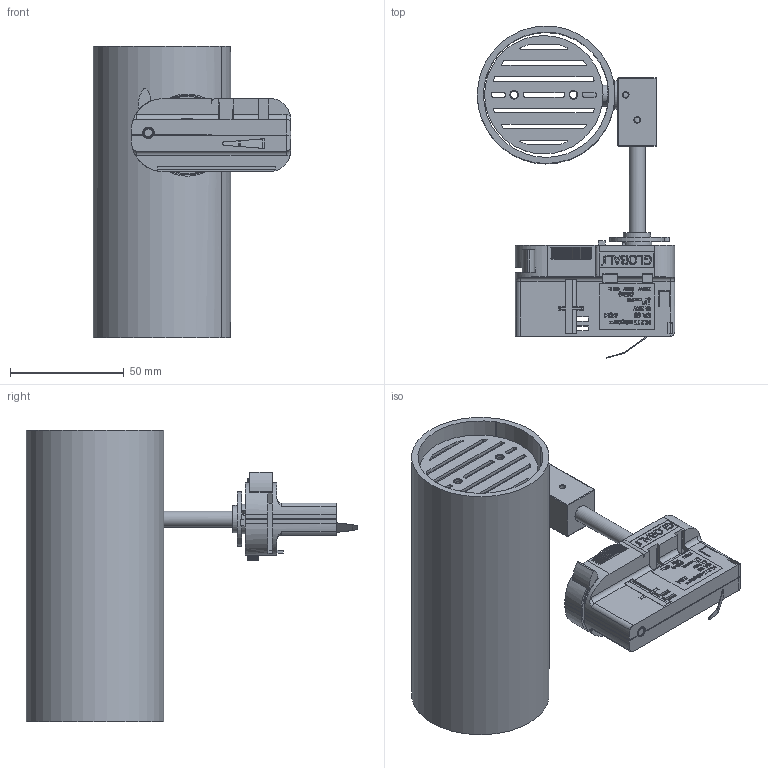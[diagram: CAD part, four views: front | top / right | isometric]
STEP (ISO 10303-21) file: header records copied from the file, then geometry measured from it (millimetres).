
FILE_DESCRIPTION(/* description */ ('This is a sample STEP configuration'),/* implementation_level */ '2;1');
FILE_NAME(/* name */ '653-001010000xx SIMPLE.ipt_Rev_00.stp',/* time_stamp */ '2023-04-27T13:20:36+02:00',/* author */ ('powerJobs'),/* organization */ ('coolOrange'),/* preprocessor_version */ 'ST-DEVELOPER v19.2',/* originating_system */ 'Autodesk Inventor 2023',/* authorisation */ '');
FILE_SCHEMA (('AUTOMOTIVE_DESIGN { 1 0 10303 214 3 1 1 }'));
Length unit declared in the file: millimetre
Products named in the file (1): ENG000026522
Bounding box: 86.7 x 145.74 x 128 mm (x, y, z)
Volume: 94948.5 mm3; surface area: 90850.4 mm2
Topology: 6 solids, 6 shells, 2642 faces, 7757 edges, 4989 vertices
Faces by surface type: plane 1499, cylinder 623, bspline 487, cone 21, torus 12
Full cylindrical faces by diameter (mm): 2.459 x5, 2.5 x2, 3 x1, 3.2 x2, 3.5 x2, 4.9 x1, 5 x2, 5.5 x2, 6 x1, 6.5 x1, 7 x1, 7.2 x2, 7.5 x1, 8.5 x1, 8.917 x1, 10 x1, 10.2 x1, 12 x1, 12.6 x1, 12.8 x1, 13 x2, 52 x1
Entity records: 90629 total; most frequent: CARTESIAN_POINT 22481, ORIENTED_EDGE 15514, DIRECTION 12360, EDGE_CURVE 7757, LINE 5292, VECTOR 5292, VERTEX_POINT 4989, AXIS2_PLACEMENT_3D 3534
